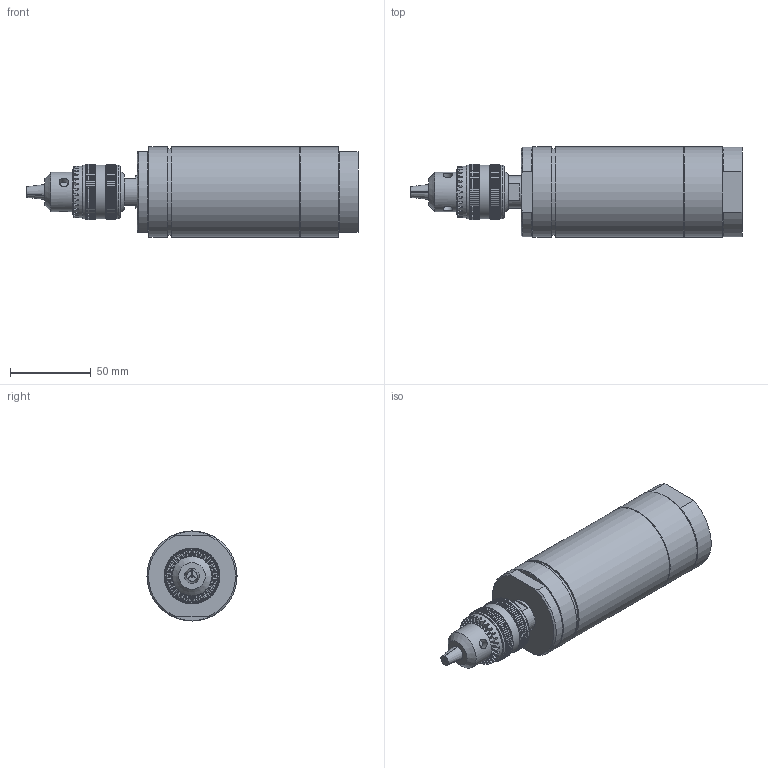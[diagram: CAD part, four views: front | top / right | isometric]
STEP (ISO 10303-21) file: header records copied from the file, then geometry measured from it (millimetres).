
FILE_DESCRIPTION(/* description */ ('EBMU 40-3400 B'),/* implementation_level */ '2;1');
FILE_NAME(/* name */ 'EBMU 40-3400 B_60008177.stp',/* time_stamp */ '2024-05-13T15:45:27+02:00',/* author */ ('DSteinicke'),/* organization */ (''),/* preprocessor_version */ 'ST-DEVELOPER v20',/* originating_system */ 'Autodesk Inventor 2024',/* authorisation */ '');
FILE_SCHEMA (('AUTOMOTIVE_DESIGN { 1 0 10303 214 3 1 1 }'));
Length unit declared in the file: millimetre
Products named in the file (1): 60008177
Bounding box: 206.2 x 56 x 56 mm (x, y, z)
Volume: 369886.1 mm3; surface area: 38624.1 mm2
Topology: 1 solids, 1 shells, 1340 faces, 3185 edges, 1870 vertices
Faces by surface type: plane 668, cone 380, cylinder 283, bspline 7, torus 2
Full cylindrical faces by diameter (mm): 1.5 x1, 6 x3, 11.445 x2, 14.95 x1, 19.95 x1, 21 x1, 24.5 x1, 27.47 x1, 32 x1, 33.5 x3, 54 x2, 56 x3
Entity records: 40073 total; most frequent: CARTESIAN_POINT 9576, ORIENTED_EDGE 6370, DIRECTION 6077, EDGE_CURVE 3185, AXIS2_PLACEMENT_3D 2386, VERTEX_POINT 1870, EDGE_LOOP 1363, FACE_OUTER_BOUND 1340
